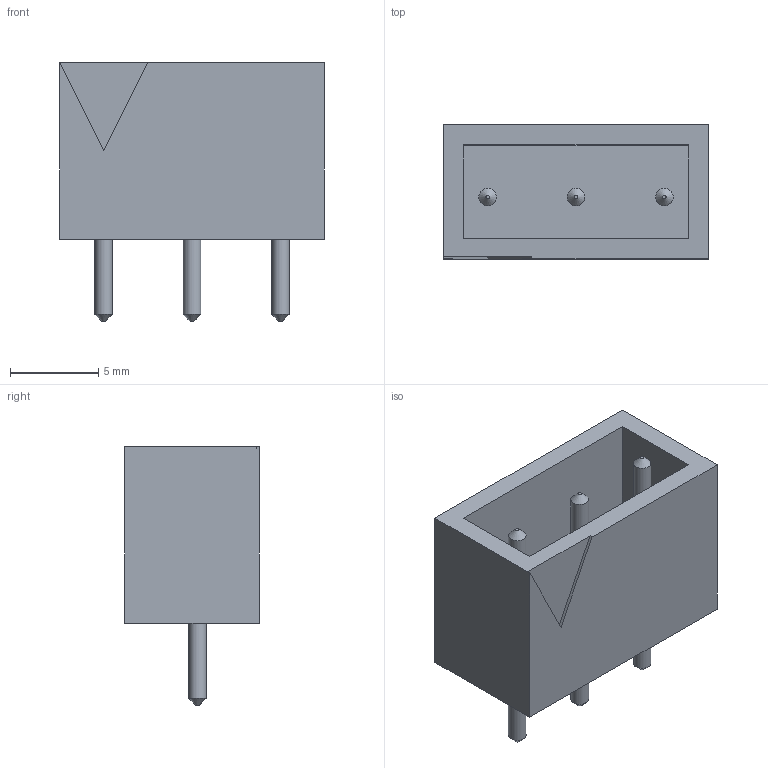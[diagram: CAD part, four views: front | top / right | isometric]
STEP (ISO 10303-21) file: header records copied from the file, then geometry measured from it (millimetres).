
FILE_DESCRIPTION(('FreeCAD Model'),'2;1');
FILE_NAME('4625419.1.1.stp','2020-04-11T11:40:01',( 'Author'),(''),'Open CASCADE STEP processor 6.9','FreeCAD','Unknown' );
FILE_SCHEMA(('AUTOMOTIVE_DESIGN { 1 0 10303 214 1 1 1 1 }'));
Length unit declared in the file: millimetre
Products named in the file (3): ASSEMBLY; Body; LeadsArray
Assembly tree (2 placements, depth 2):
  ASSEMBLY
    Body
    LeadsArray
Bounding box: 15 x 7.6 x 14.65 mm (x, y, z)
Volume: 731.5 mm3; surface area: 1052.6 mm2
Topology: 4 solids, 4 shells, 29 faces, 53 edges, 33 vertices
Faces by surface type: plane 20, cone 6, cylinder 3
Full cylindrical faces by diameter (mm): 1 x3
Entity records: 1460 total; most frequent: CARTESIAN_POINT 236, DIRECTION 223, LINE 129, VECTOR 129, ORIENTED_EDGE 106, PCURVE 106, DEFINITIONAL_REPRESENTATION 106, EDGE_CURVE 53
